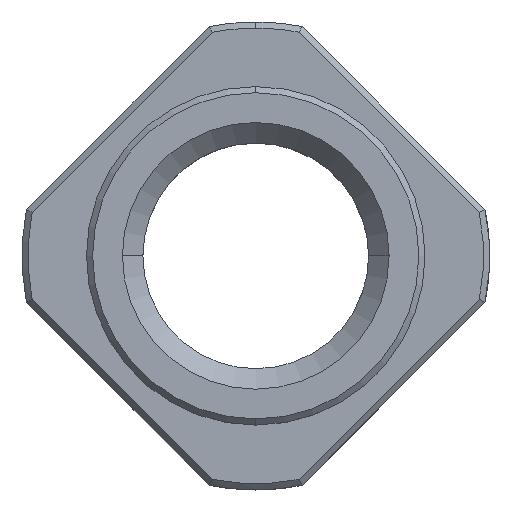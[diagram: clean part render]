
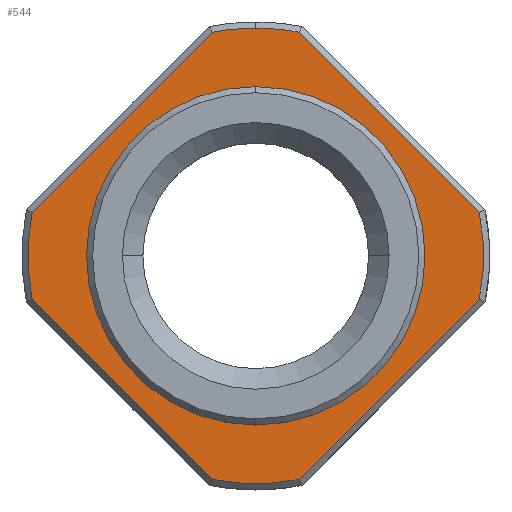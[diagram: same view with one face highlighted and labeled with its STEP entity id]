
A CAD part, top view. The second image highlights one B-rep face of the part: STEP entity #544.
In plain terms, the highlighted planar face has unit normal (0, 0, 1).
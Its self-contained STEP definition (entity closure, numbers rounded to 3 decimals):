
#42 = AXIS2_PLACEMENT_3D ( 'NONE', #1727, #1734, #1735 ) ;
#80 = AXIS2_PLACEMENT_3D ( 'NONE', #1134, #1136, #1137 ) ;
#261 = EDGE_LOOP ( 'NONE', ( #1858, #1857, #1852, #1867, #1869, #1855, #1842, #1843, #1844 ) ) ;
#266 = EDGE_LOOP ( 'NONE', ( #1839, #1837 ) ) ;
#353 = FACE_OUTER_BOUND ( 'NONE', #261, .T. ) ;
#357 = FACE_BOUND ( 'NONE', #266, .T. ) ;
#438 = CIRCLE ( 'NONE', #558, 8.25 ) ;
#443 = CIRCLE ( 'NONE', #80, 11.1 ) ;
#460 = CIRCLE ( 'NONE', #1559, 8.25 ) ;
#463 = VECTOR ( 'NONE', #1220, 1000. ) ;
#464 = VECTOR ( 'NONE', #1231, 1000. ) ;
#466 = VECTOR ( 'NONE', #1225, 1000. ) ;
#468 = LINE ( 'NONE', #1214, #463 ) ;
#469 = CIRCLE ( 'NONE', #1560, 11.1 ) ;
#470 = LINE ( 'NONE', #1219, #466 ) ;
#471 = CIRCLE ( 'NONE', #1565, 11.1 ) ;
#472 = LINE ( 'NONE', #1229, #475 ) ;
#473 = LINE ( 'NONE', #1224, #464 ) ;
#474 = CIRCLE ( 'NONE', #1562, 11.1 ) ;
#475 = VECTOR ( 'NONE', #1233, 1000. ) ;
#479 = CIRCLE ( 'NONE', #1566, 11.1 ) ;
#544 = ADVANCED_FACE ( 'NONE', ( #357, #353 ), #1733, .F. ) ;
#558 = AXIS2_PLACEMENT_3D ( 'NONE', #1127, #1128, #1129 ) ;
#795 = CARTESIAN_POINT ( 'NONE',  ( -2.114, 10.897, 7.1 ) ) ;
#873 = CARTESIAN_POINT ( 'NONE',  ( 0., 8.25, 7.1 ) ) ;
#899 = CARTESIAN_POINT ( 'NONE',  ( 0., 11.1, 7.1 ) ) ;
#905 = CARTESIAN_POINT ( 'NONE',  ( 0., -8.25, 7.1 ) ) ;
#906 = CARTESIAN_POINT ( 'NONE',  ( 2.114, -10.897, 7.1 ) ) ;
#907 = CARTESIAN_POINT ( 'NONE',  ( -2.114, -10.897, 7.1 ) ) ;
#908 = CARTESIAN_POINT ( 'NONE',  ( 10.897, -2.114, 7.1 ) ) ;
#909 = CARTESIAN_POINT ( 'NONE',  ( 10.897, 2.114, 7.1 ) ) ;
#910 = CARTESIAN_POINT ( 'NONE',  ( 2.114, 10.897, 7.1 ) ) ;
#911 = CARTESIAN_POINT ( 'NONE',  ( -10.897, 2.114, 7.1 ) ) ;
#912 = CARTESIAN_POINT ( 'NONE',  ( -10.897, -2.114, 7.1 ) ) ;
#1127 = CARTESIAN_POINT ( 'NONE',  ( 0., 0., 7.1 ) ) ;
#1128 = DIRECTION ( 'NONE',  ( 0., 0., 1. ) ) ;
#1129 = DIRECTION ( 'NONE',  ( 0., -1., 0. ) ) ;
#1134 = CARTESIAN_POINT ( 'NONE',  ( 0., 0., 7.1 ) ) ;
#1136 = DIRECTION ( 'NONE',  ( 0., 0., -1. ) ) ;
#1137 = DIRECTION ( 'NONE',  ( 0., 1., 0. ) ) ;
#1197 = CARTESIAN_POINT ( 'NONE',  ( 0., 0., 7.1 ) ) ;
#1199 = DIRECTION ( 'NONE',  ( 0., 0., 1. ) ) ;
#1200 = DIRECTION ( 'NONE',  ( 0., -1., 0. ) ) ;
#1209 = CARTESIAN_POINT ( 'NONE',  ( 0., 0., 7.1 ) ) ;
#1214 = CARTESIAN_POINT ( 'NONE',  ( 2.114, 10.897, 7.1 ) ) ;
#1217 = DIRECTION ( 'NONE',  ( 0., 0., -1. ) ) ;
#1218 = DIRECTION ( 'NONE',  ( 0., 1., 0. ) ) ;
#1219 = CARTESIAN_POINT ( 'NONE',  ( 10.897, -2.114, 7.1 ) ) ;
#1220 = DIRECTION ( 'NONE',  ( 0.707, -0.707, 0. ) ) ;
#1221 = CARTESIAN_POINT ( 'NONE',  ( 0., 0., 7.1 ) ) ;
#1222 = DIRECTION ( 'NONE',  ( 0., 0., -1. ) ) ;
#1223 = DIRECTION ( 'NONE',  ( 0., 1., 0. ) ) ;
#1224 = CARTESIAN_POINT ( 'NONE',  ( -2.114, -10.897, 7.1 ) ) ;
#1225 = DIRECTION ( 'NONE',  ( -0.707, -0.707, 0. ) ) ;
#1226 = CARTESIAN_POINT ( 'NONE',  ( 0., 0., 7.1 ) ) ;
#1227 = DIRECTION ( 'NONE',  ( 0., 0., -1. ) ) ;
#1228 = DIRECTION ( 'NONE',  ( 0., 1., 0. ) ) ;
#1229 = CARTESIAN_POINT ( 'NONE',  ( -10.897, 2.114, 7.1 ) ) ;
#1230 = CARTESIAN_POINT ( 'NONE',  ( 0., 0., 7.1 ) ) ;
#1231 = DIRECTION ( 'NONE',  ( -0.707, 0.707, 0. ) ) ;
#1233 = DIRECTION ( 'NONE',  ( 0.707, 0.707, 0. ) ) ;
#1238 = DIRECTION ( 'NONE',  ( 0., 0., -1. ) ) ;
#1239 = DIRECTION ( 'NONE',  ( 0., 1., 0. ) ) ;
#1559 = AXIS2_PLACEMENT_3D ( 'NONE', #1197, #1199, #1200 ) ;
#1560 = AXIS2_PLACEMENT_3D ( 'NONE', #1209, #1217, #1218 ) ;
#1562 = AXIS2_PLACEMENT_3D ( 'NONE', #1226, #1227, #1228 ) ;
#1565 = AXIS2_PLACEMENT_3D ( 'NONE', #1221, #1222, #1223 ) ;
#1566 = AXIS2_PLACEMENT_3D ( 'NONE', #1230, #1238, #1239 ) ;
#1595 = VERTEX_POINT ( 'NONE', #795 ) ;
#1598 = VERTEX_POINT ( 'NONE', #873 ) ;
#1627 = VERTEX_POINT ( 'NONE', #899 ) ;
#1633 = VERTEX_POINT ( 'NONE', #905 ) ;
#1634 = VERTEX_POINT ( 'NONE', #906 ) ;
#1635 = VERTEX_POINT ( 'NONE', #907 ) ;
#1636 = VERTEX_POINT ( 'NONE', #908 ) ;
#1637 = VERTEX_POINT ( 'NONE', #909 ) ;
#1638 = VERTEX_POINT ( 'NONE', #910 ) ;
#1639 = VERTEX_POINT ( 'NONE', #911 ) ;
#1640 = VERTEX_POINT ( 'NONE', #912 ) ;
#1727 = CARTESIAN_POINT ( 'NONE',  ( 0., 11.4, 7.1 ) ) ;
#1733 = PLANE ( 'NONE',  #42 ) ;
#1734 = DIRECTION ( 'NONE',  ( 0., 0., -1. ) ) ;
#1735 = DIRECTION ( 'NONE',  ( 0., 1., 0. ) ) ;
#1837 = ORIENTED_EDGE ( 'NONE', *, *, #1900, .F. ) ;
#1839 = ORIENTED_EDGE ( 'NONE', *, *, #1917, .F. ) ;
#1842 = ORIENTED_EDGE ( 'NONE', *, *, #1930, .F. ) ;
#1843 = ORIENTED_EDGE ( 'NONE', *, *, #1932, .F. ) ;
#1844 = ORIENTED_EDGE ( 'NONE', *, *, #1929, .F. ) ;
#1852 = ORIENTED_EDGE ( 'NONE', *, *, #1924, .F. ) ;
#1855 = ORIENTED_EDGE ( 'NONE', *, *, #1903, .F. ) ;
#1857 = ORIENTED_EDGE ( 'NONE', *, *, #1927, .F. ) ;
#1858 = ORIENTED_EDGE ( 'NONE', *, *, #1926, .F. ) ;
#1867 = ORIENTED_EDGE ( 'NONE', *, *, #1925, .F. ) ;
#1869 = ORIENTED_EDGE ( 'NONE', *, *, #1928, .F. ) ;
#1900 = EDGE_CURVE ( 'NONE', #1598, #1633, #438, .T. ) ;
#1903 = EDGE_CURVE ( 'NONE', #1595, #1627, #443, .T. ) ;
#1917 = EDGE_CURVE ( 'NONE', #1633, #1598, #460, .T. ) ;
#1924 = EDGE_CURVE ( 'NONE', #1637, #1636, #469, .T. ) ;
#1925 = EDGE_CURVE ( 'NONE', #1638, #1637, #468, .T. ) ;
#1926 = EDGE_CURVE ( 'NONE', #1634, #1635, #471, .T. ) ;
#1927 = EDGE_CURVE ( 'NONE', #1636, #1634, #470, .T. ) ;
#1928 = EDGE_CURVE ( 'NONE', #1627, #1638, #474, .T. ) ;
#1929 = EDGE_CURVE ( 'NONE', #1635, #1640, #473, .T. ) ;
#1930 = EDGE_CURVE ( 'NONE', #1639, #1595, #472, .T. ) ;
#1932 = EDGE_CURVE ( 'NONE', #1640, #1639, #479, .T. ) ;
